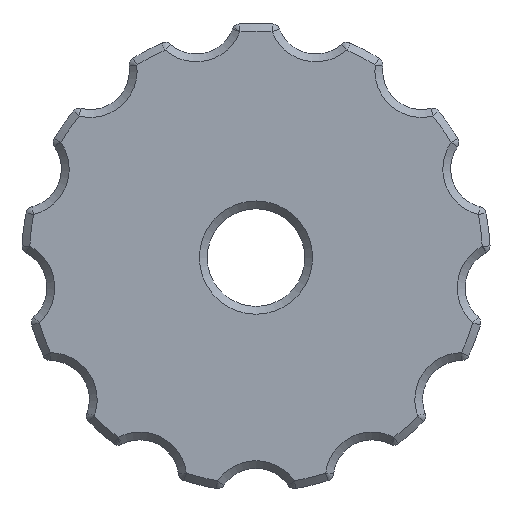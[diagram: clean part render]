
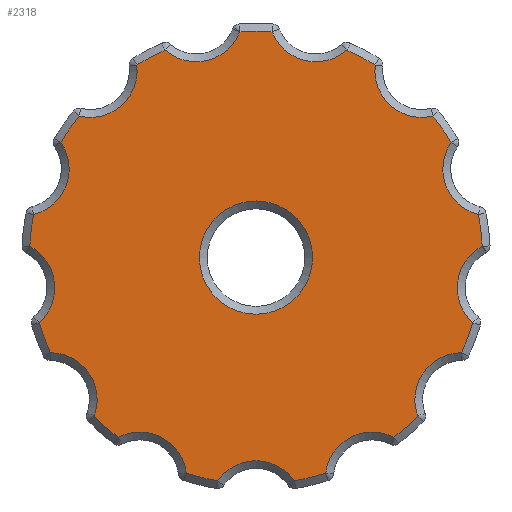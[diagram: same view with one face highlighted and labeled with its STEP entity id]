
A CAD part, front view. The second image highlights one B-rep face of the part: STEP entity #2318.
In plain terms, the highlighted planar face has unit normal (0, -1, 0).
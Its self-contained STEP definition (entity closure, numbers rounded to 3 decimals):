
#175=FACE_BOUND('',#525,.T.);
#204=CIRCLE('',#2520,3.625);
#206=CIRCLE('',#2524,14.5);
#207=CIRCLE('',#2525,3.);
#208=CIRCLE('',#2526,14.5);
#209=CIRCLE('',#2527,3.);
#210=CIRCLE('',#2528,14.5);
#211=CIRCLE('',#2529,3.);
#212=CIRCLE('',#2530,14.5);
#213=CIRCLE('',#2531,3.);
#214=CIRCLE('',#2532,14.5);
#215=CIRCLE('',#2533,3.);
#216=CIRCLE('',#2534,14.5);
#217=CIRCLE('',#2535,3.);
#218=CIRCLE('',#2536,14.5);
#219=CIRCLE('',#2537,3.);
#220=CIRCLE('',#2538,14.5);
#221=CIRCLE('',#2539,3.);
#222=CIRCLE('',#2540,14.5);
#223=CIRCLE('',#2541,3.);
#224=CIRCLE('',#2542,14.5);
#225=CIRCLE('',#2543,3.);
#226=CIRCLE('',#2544,14.5);
#227=CIRCLE('',#2545,3.);
#228=CIRCLE('',#2546,14.5);
#229=CIRCLE('',#2547,3.);
#230=CIRCLE('',#2548,14.5);
#231=CIRCLE('',#2549,3.);
#349=FACE_OUTER_BOUND('',#524,.T.);
#524=EDGE_LOOP('',(#1669,#1670,#1671,#1672,#1673,#1674,#1675,#1676,#1677,
#1678,#1679,#1680,#1681,#1682,#1683,#1684,#1685,#1686,#1687,#1688,#1689,
#1690,#1691,#1692,#1693,#1694));
#525=EDGE_LOOP('',(#1695));
#1109=VERTEX_POINT('',#3782);
#1111=VERTEX_POINT('',#3790);
#1112=VERTEX_POINT('',#3791);
#1113=VERTEX_POINT('',#3793);
#1114=VERTEX_POINT('',#3795);
#1115=VERTEX_POINT('',#3797);
#1116=VERTEX_POINT('',#3799);
#1117=VERTEX_POINT('',#3801);
#1118=VERTEX_POINT('',#3803);
#1119=VERTEX_POINT('',#3805);
#1120=VERTEX_POINT('',#3807);
#1121=VERTEX_POINT('',#3809);
#1122=VERTEX_POINT('',#3811);
#1123=VERTEX_POINT('',#3813);
#1124=VERTEX_POINT('',#3815);
#1125=VERTEX_POINT('',#3817);
#1126=VERTEX_POINT('',#3819);
#1127=VERTEX_POINT('',#3821);
#1128=VERTEX_POINT('',#3823);
#1129=VERTEX_POINT('',#3825);
#1130=VERTEX_POINT('',#3827);
#1131=VERTEX_POINT('',#3829);
#1132=VERTEX_POINT('',#3831);
#1133=VERTEX_POINT('',#3833);
#1134=VERTEX_POINT('',#3835);
#1135=VERTEX_POINT('',#3837);
#1136=VERTEX_POINT('',#3839);
#1297=EDGE_CURVE('',#1109,#1109,#204,.T.);
#1300=EDGE_CURVE('',#1111,#1112,#206,.T.);
#1301=EDGE_CURVE('',#1113,#1111,#207,.T.);
#1302=EDGE_CURVE('',#1114,#1113,#208,.T.);
#1303=EDGE_CURVE('',#1115,#1114,#209,.T.);
#1304=EDGE_CURVE('',#1116,#1115,#210,.T.);
#1305=EDGE_CURVE('',#1117,#1116,#211,.T.);
#1306=EDGE_CURVE('',#1118,#1117,#212,.T.);
#1307=EDGE_CURVE('',#1119,#1118,#213,.T.);
#1308=EDGE_CURVE('',#1120,#1119,#214,.T.);
#1309=EDGE_CURVE('',#1121,#1120,#215,.T.);
#1310=EDGE_CURVE('',#1122,#1121,#216,.T.);
#1311=EDGE_CURVE('',#1123,#1122,#217,.T.);
#1312=EDGE_CURVE('',#1124,#1123,#218,.T.);
#1313=EDGE_CURVE('',#1125,#1124,#219,.T.);
#1314=EDGE_CURVE('',#1126,#1125,#220,.T.);
#1315=EDGE_CURVE('',#1127,#1126,#221,.T.);
#1316=EDGE_CURVE('',#1128,#1127,#222,.T.);
#1317=EDGE_CURVE('',#1129,#1128,#223,.T.);
#1318=EDGE_CURVE('',#1130,#1129,#224,.T.);
#1319=EDGE_CURVE('',#1131,#1130,#225,.T.);
#1320=EDGE_CURVE('',#1132,#1131,#226,.T.);
#1321=EDGE_CURVE('',#1133,#1132,#227,.T.);
#1322=EDGE_CURVE('',#1134,#1133,#228,.T.);
#1323=EDGE_CURVE('',#1135,#1134,#229,.T.);
#1324=EDGE_CURVE('',#1136,#1135,#230,.T.);
#1325=EDGE_CURVE('',#1112,#1136,#231,.T.);
#1669=ORIENTED_EDGE('',*,*,#1300,.F.);
#1670=ORIENTED_EDGE('',*,*,#1301,.F.);
#1671=ORIENTED_EDGE('',*,*,#1302,.F.);
#1672=ORIENTED_EDGE('',*,*,#1303,.F.);
#1673=ORIENTED_EDGE('',*,*,#1304,.F.);
#1674=ORIENTED_EDGE('',*,*,#1305,.F.);
#1675=ORIENTED_EDGE('',*,*,#1306,.F.);
#1676=ORIENTED_EDGE('',*,*,#1307,.F.);
#1677=ORIENTED_EDGE('',*,*,#1308,.F.);
#1678=ORIENTED_EDGE('',*,*,#1309,.F.);
#1679=ORIENTED_EDGE('',*,*,#1310,.F.);
#1680=ORIENTED_EDGE('',*,*,#1311,.F.);
#1681=ORIENTED_EDGE('',*,*,#1312,.F.);
#1682=ORIENTED_EDGE('',*,*,#1313,.F.);
#1683=ORIENTED_EDGE('',*,*,#1314,.F.);
#1684=ORIENTED_EDGE('',*,*,#1315,.F.);
#1685=ORIENTED_EDGE('',*,*,#1316,.F.);
#1686=ORIENTED_EDGE('',*,*,#1317,.F.);
#1687=ORIENTED_EDGE('',*,*,#1318,.F.);
#1688=ORIENTED_EDGE('',*,*,#1319,.F.);
#1689=ORIENTED_EDGE('',*,*,#1320,.F.);
#1690=ORIENTED_EDGE('',*,*,#1321,.F.);
#1691=ORIENTED_EDGE('',*,*,#1322,.F.);
#1692=ORIENTED_EDGE('',*,*,#1323,.F.);
#1693=ORIENTED_EDGE('',*,*,#1324,.F.);
#1694=ORIENTED_EDGE('',*,*,#1325,.F.);
#1695=ORIENTED_EDGE('',*,*,#1297,.F.);
#2301=PLANE('',#2523);
#2318=ADVANCED_FACE('',(#349,#175),#2301,.F.);
#2520=AXIS2_PLACEMENT_3D('',#3784,#2920,#2921);
#2523=AXIS2_PLACEMENT_3D('',#3789,#2927,#2928);
#2524=AXIS2_PLACEMENT_3D('',#3792,#2929,#2930);
#2525=AXIS2_PLACEMENT_3D('',#3794,#2931,#2932);
#2526=AXIS2_PLACEMENT_3D('',#3796,#2933,#2934);
#2527=AXIS2_PLACEMENT_3D('',#3798,#2935,#2936);
#2528=AXIS2_PLACEMENT_3D('',#3800,#2937,#2938);
#2529=AXIS2_PLACEMENT_3D('',#3802,#2939,#2940);
#2530=AXIS2_PLACEMENT_3D('',#3804,#2941,#2942);
#2531=AXIS2_PLACEMENT_3D('',#3806,#2943,#2944);
#2532=AXIS2_PLACEMENT_3D('',#3808,#2945,#2946);
#2533=AXIS2_PLACEMENT_3D('',#3810,#2947,#2948);
#2534=AXIS2_PLACEMENT_3D('',#3812,#2949,#2950);
#2535=AXIS2_PLACEMENT_3D('',#3814,#2951,#2952);
#2536=AXIS2_PLACEMENT_3D('',#3816,#2953,#2954);
#2537=AXIS2_PLACEMENT_3D('',#3818,#2955,#2956);
#2538=AXIS2_PLACEMENT_3D('',#3820,#2957,#2958);
#2539=AXIS2_PLACEMENT_3D('',#3822,#2959,#2960);
#2540=AXIS2_PLACEMENT_3D('',#3824,#2961,#2962);
#2541=AXIS2_PLACEMENT_3D('',#3826,#2963,#2964);
#2542=AXIS2_PLACEMENT_3D('',#3828,#2965,#2966);
#2543=AXIS2_PLACEMENT_3D('',#3830,#2967,#2968);
#2544=AXIS2_PLACEMENT_3D('',#3832,#2969,#2970);
#2545=AXIS2_PLACEMENT_3D('',#3834,#2971,#2972);
#2546=AXIS2_PLACEMENT_3D('',#3836,#2973,#2974);
#2547=AXIS2_PLACEMENT_3D('',#3838,#2975,#2976);
#2548=AXIS2_PLACEMENT_3D('',#3840,#2977,#2978);
#2549=AXIS2_PLACEMENT_3D('',#3841,#2979,#2980);
#2920=DIRECTION('center_axis',(0.,-1.,0.));
#2921=DIRECTION('ref_axis',(-1.,0.,0.));
#2927=DIRECTION('center_axis',(0.,1.,0.));
#2928=DIRECTION('ref_axis',(-1.,0.,0.));
#2929=DIRECTION('center_axis',(0.,1.,0.));
#2930=DIRECTION('ref_axis',(-1.,0.,0.));
#2931=DIRECTION('center_axis',(0.,-1.,0.));
#2932=DIRECTION('ref_axis',(1.,0.,0.));
#2933=DIRECTION('center_axis',(0.,1.,0.));
#2934=DIRECTION('ref_axis',(-1.,0.,0.));
#2935=DIRECTION('center_axis',(0.,-1.,0.));
#2936=DIRECTION('ref_axis',(1.,0.,0.));
#2937=DIRECTION('center_axis',(0.,1.,0.));
#2938=DIRECTION('ref_axis',(-1.,0.,0.));
#2939=DIRECTION('center_axis',(0.,-1.,0.));
#2940=DIRECTION('ref_axis',(-1.,0.,0.));
#2941=DIRECTION('center_axis',(0.,1.,0.));
#2942=DIRECTION('ref_axis',(1.,0.,0.));
#2943=DIRECTION('center_axis',(0.,-1.,0.));
#2944=DIRECTION('ref_axis',(-1.,0.,0.));
#2945=DIRECTION('center_axis',(0.,1.,0.));
#2946=DIRECTION('ref_axis',(1.,0.,0.));
#2947=DIRECTION('center_axis',(0.,-1.,0.));
#2948=DIRECTION('ref_axis',(-1.,0.,0.));
#2949=DIRECTION('center_axis',(0.,1.,0.));
#2950=DIRECTION('ref_axis',(1.,0.,0.));
#2951=DIRECTION('center_axis',(0.,-1.,0.));
#2952=DIRECTION('ref_axis',(-1.,0.,0.));
#2953=DIRECTION('center_axis',(0.,1.,0.));
#2954=DIRECTION('ref_axis',(1.,0.,0.));
#2955=DIRECTION('center_axis',(0.,-1.,0.));
#2956=DIRECTION('ref_axis',(-1.,0.,0.));
#2957=DIRECTION('center_axis',(0.,1.,0.));
#2958=DIRECTION('ref_axis',(1.,0.,0.));
#2959=DIRECTION('center_axis',(0.,-1.,0.));
#2960=DIRECTION('ref_axis',(-1.,0.,0.));
#2961=DIRECTION('center_axis',(0.,1.,0.));
#2962=DIRECTION('ref_axis',(1.,0.,0.));
#2963=DIRECTION('center_axis',(0.,-1.,0.));
#2964=DIRECTION('ref_axis',(-1.,0.,0.));
#2965=DIRECTION('center_axis',(0.,1.,0.));
#2966=DIRECTION('ref_axis',(-1.,0.,0.));
#2967=DIRECTION('center_axis',(0.,-1.,0.));
#2968=DIRECTION('ref_axis',(1.,0.,0.));
#2969=DIRECTION('center_axis',(0.,1.,0.));
#2970=DIRECTION('ref_axis',(-1.,0.,0.));
#2971=DIRECTION('center_axis',(0.,-1.,0.));
#2972=DIRECTION('ref_axis',(1.,0.,0.));
#2973=DIRECTION('center_axis',(0.,1.,0.));
#2974=DIRECTION('ref_axis',(-1.,0.,0.));
#2975=DIRECTION('center_axis',(0.,-1.,0.));
#2976=DIRECTION('ref_axis',(1.,0.,0.));
#2977=DIRECTION('center_axis',(0.,1.,0.));
#2978=DIRECTION('ref_axis',(-1.,0.,0.));
#2979=DIRECTION('center_axis',(0.,-1.,0.));
#2980=DIRECTION('ref_axis',(1.,0.,0.));
#3782=CARTESIAN_POINT('',(3.625,-4.5,0.));
#3784=CARTESIAN_POINT('Origin',(0.,-4.5,0.));
#3789=CARTESIAN_POINT('Origin',(0.,-4.5,0.082));
#3790=CARTESIAN_POINT('',(-13.16,-4.5,-6.089));
#3791=CARTESIAN_POINT('',(-13.888,-4.5,-4.169));
#3792=CARTESIAN_POINT('Origin',(0.,-4.5,0.));
#3793=CARTESIAN_POINT('',(-10.36,-4.5,-10.145));
#3794=CARTESIAN_POINT('Origin',(-13.168,-4.5,-9.089));
#3795=CARTESIAN_POINT('',(-8.822,-4.5,-11.507));
#3796=CARTESIAN_POINT('Origin',(0.,-4.5,0.));
#3797=CARTESIAN_POINT('',(-4.458,-4.5,-13.798));
#3798=CARTESIAN_POINT('Origin',(-7.436,-4.5,-14.167));
#3799=CARTESIAN_POINT('',(-2.464,-4.5,-14.289));
#3800=CARTESIAN_POINT('Origin',(0.,-4.5,0.));
#3801=CARTESIAN_POINT('',(2.464,-4.5,-14.289));
#3802=CARTESIAN_POINT('Origin',(0.,-4.5,-16.));
#3803=CARTESIAN_POINT('',(4.458,-4.5,-13.798));
#3804=CARTESIAN_POINT('Origin',(0.,-4.5,0.));
#3805=CARTESIAN_POINT('',(8.822,-4.5,-11.507));
#3806=CARTESIAN_POINT('Origin',(7.436,-4.5,-14.167));
#3807=CARTESIAN_POINT('',(10.36,-4.5,-10.145));
#3808=CARTESIAN_POINT('Origin',(0.,-4.5,0.));
#3809=CARTESIAN_POINT('',(13.16,-4.5,-6.089));
#3810=CARTESIAN_POINT('Origin',(13.168,-4.5,-9.089));
#3811=CARTESIAN_POINT('',(13.888,-4.5,-4.169));
#3812=CARTESIAN_POINT('Origin',(0.,-4.5,0.));
#3813=CARTESIAN_POINT('',(14.482,-4.5,0.724));
#3814=CARTESIAN_POINT('Origin',(15.883,-4.5,-1.929));
#3815=CARTESIAN_POINT('',(14.234,-4.5,2.763));
#3816=CARTESIAN_POINT('Origin',(0.,-4.5,0.));
#3817=CARTESIAN_POINT('',(12.487,-4.5,7.371));
#3818=CARTESIAN_POINT('Origin',(14.96,-4.5,5.674));
#3819=CARTESIAN_POINT('',(11.32,-4.5,9.061));
#3820=CARTESIAN_POINT('Origin',(0.,-4.5,0.));
#3821=CARTESIAN_POINT('',(7.631,-4.5,12.33));
#3822=CARTESIAN_POINT('Origin',(10.61,-4.5,11.976));
#3823=CARTESIAN_POINT('',(5.812,-4.5,13.284));
#3824=CARTESIAN_POINT('Origin',(0.,-4.5,0.));
#3825=CARTESIAN_POINT('',(1.027,-4.5,14.464));
#3826=CARTESIAN_POINT('Origin',(3.829,-4.5,15.535));
#3827=CARTESIAN_POINT('',(-1.027,-4.5,14.464));
#3828=CARTESIAN_POINT('Origin',(0.,-4.5,0.));
#3829=CARTESIAN_POINT('',(-5.812,-4.5,13.284));
#3830=CARTESIAN_POINT('Origin',(-3.829,-4.5,15.535));
#3831=CARTESIAN_POINT('',(-7.631,-4.5,12.33));
#3832=CARTESIAN_POINT('Origin',(0.,-4.5,0.));
#3833=CARTESIAN_POINT('',(-11.32,-4.5,9.061));
#3834=CARTESIAN_POINT('Origin',(-10.61,-4.5,11.976));
#3835=CARTESIAN_POINT('',(-12.487,-4.5,7.371));
#3836=CARTESIAN_POINT('Origin',(0.,-4.5,0.));
#3837=CARTESIAN_POINT('',(-14.234,-4.5,2.763));
#3838=CARTESIAN_POINT('Origin',(-14.96,-4.5,5.674));
#3839=CARTESIAN_POINT('',(-14.482,-4.5,0.724));
#3840=CARTESIAN_POINT('Origin',(0.,-4.5,0.));
#3841=CARTESIAN_POINT('Origin',(-15.883,-4.5,-1.929));
